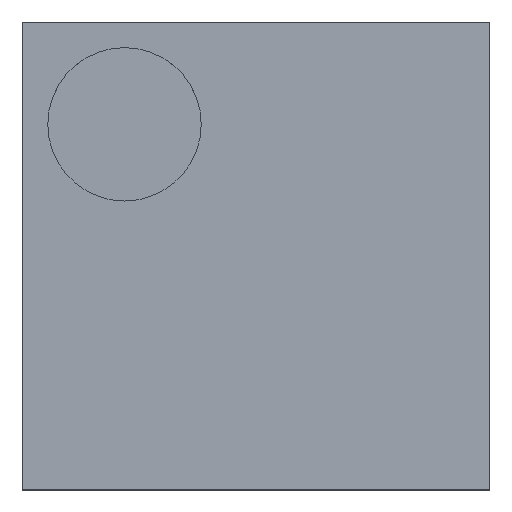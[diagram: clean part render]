
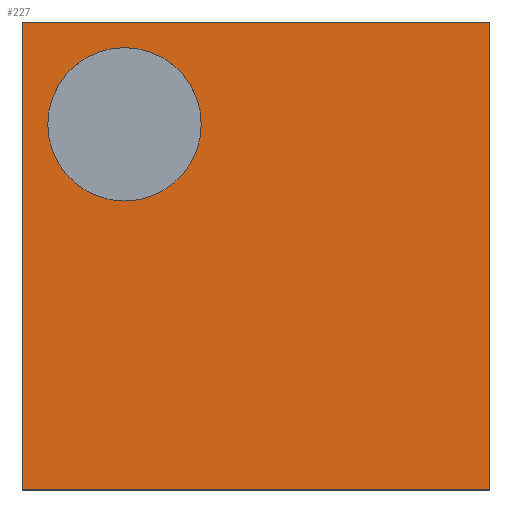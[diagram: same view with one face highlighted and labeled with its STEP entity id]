
A CAD part, top view. The second image highlights one B-rep face of the part: STEP entity #227.
In plain terms, the highlighted planar face has unit normal (0, 0, 1).
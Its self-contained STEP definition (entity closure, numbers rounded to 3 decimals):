
#17=LINE('',#368,#29);
#20=LINE('',#374,#32);
#23=LINE('',#380,#35);
#26=LINE('',#384,#38);
#29=VECTOR('',#297,0.914);
#32=VECTOR('',#302,0.914);
#35=VECTOR('',#307,0.914);
#38=VECTOR('',#312,0.914);
#54=FACE_BOUND('',#95,.T.);
#72=FACE_OUTER_BOUND('',#94,.T.);
#94=EDGE_LOOP('',(#185,#186,#187,#188));
#95=EDGE_LOOP('',(#189));
#110=CIRCLE('',#249,0.15);
#120=VERTEX_POINT('',#356);
#124=VERTEX_POINT('',#365);
#125=VERTEX_POINT('',#367);
#127=VERTEX_POINT('',#373);
#129=VERTEX_POINT('',#379);
#138=EDGE_CURVE('',#120,#120,#110,.T.);
#142=EDGE_CURVE('',#125,#124,#17,.T.);
#145=EDGE_CURVE('',#127,#125,#20,.T.);
#148=EDGE_CURVE('',#129,#127,#23,.T.);
#151=EDGE_CURVE('',#124,#129,#26,.T.);
#185=ORIENTED_EDGE('',*,*,#151,.T.);
#186=ORIENTED_EDGE('',*,*,#148,.T.);
#187=ORIENTED_EDGE('',*,*,#145,.T.);
#188=ORIENTED_EDGE('',*,*,#142,.T.);
#189=ORIENTED_EDGE('',*,*,#138,.T.);
#210=PLANE('',#257);
#227=ADVANCED_FACE('',(#72,#54),#210,.T.);
#249=AXIS2_PLACEMENT_3D('',#357,#287,#288);
#257=AXIS2_PLACEMENT_3D('',#386,#315,#316);
#287=DIRECTION('center_axis',(0.,0.,-1.));
#288=DIRECTION('ref_axis',(1.,0.,0.));
#297=DIRECTION('',(0.,1.,0.));
#302=DIRECTION('',(1.,0.,0.));
#307=DIRECTION('',(0.,-1.,0.));
#312=DIRECTION('',(-1.,0.,0.));
#315=DIRECTION('center_axis',(0.,0.,1.));
#316=DIRECTION('ref_axis',(1.,0.,0.));
#356=CARTESIAN_POINT('',(-0.107,0.257,0.675));
#357=CARTESIAN_POINT('Origin',(-0.257,0.257,0.675));
#365=CARTESIAN_POINT('',(0.457,0.457,0.675));
#367=CARTESIAN_POINT('',(0.457,-0.457,0.675));
#368=CARTESIAN_POINT('',(0.457,0.457,0.675));
#373=CARTESIAN_POINT('',(-0.457,-0.457,0.675));
#374=CARTESIAN_POINT('',(0.457,-0.457,0.675));
#379=CARTESIAN_POINT('',(-0.457,0.457,0.675));
#380=CARTESIAN_POINT('',(-0.457,-0.457,0.675));
#384=CARTESIAN_POINT('',(-0.457,0.457,0.675));
#386=CARTESIAN_POINT('Origin',(0.,0.,0.675));
